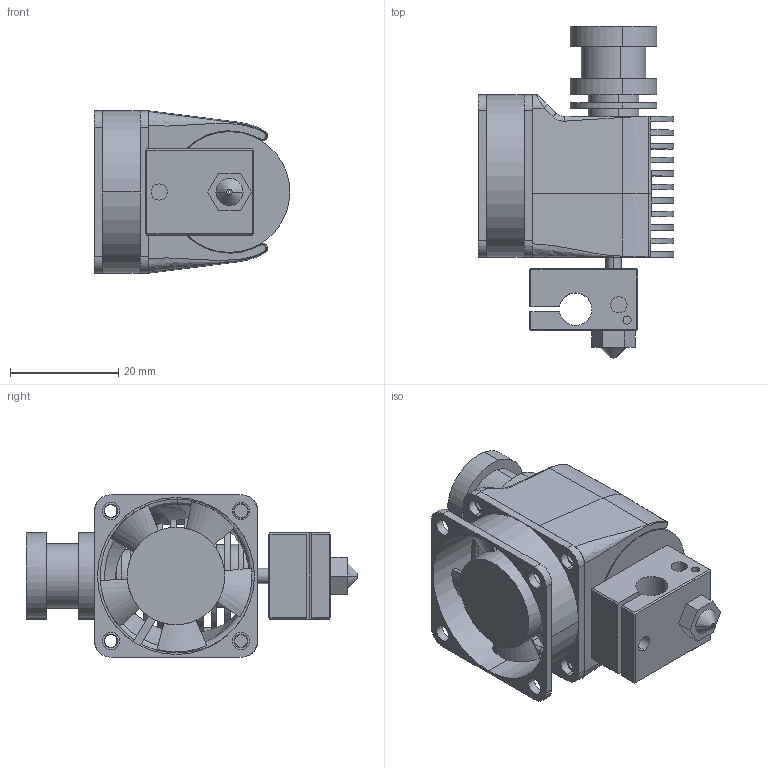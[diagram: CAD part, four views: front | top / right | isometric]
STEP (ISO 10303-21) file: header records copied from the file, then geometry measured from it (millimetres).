
FILE_DESCRIPTION (( 'STEP AP214' ), '1' );
FILE_NAME ('e3d v6.step', '2019-11-11T12:49:56', ( '' ), ( '' ), 'SwSTEP 2.0', 'SolidWorks 2019', '' );
FILE_SCHEMA (( 'AUTOMOTIVE_DESIGN' ));
Length unit declared in the file: millimetre
Products named in the file (10): e3d heaterblock; fanduct; e3d heatsink; fan sub2; e3d heat break; fan sub1; fan duct; e3d v6; e3d nozzle (0.4); fan
Assembly tree (9 placements, depth 4):
  e3d v6
    e3d nozzle (0.4)
    e3d heaterblock
    e3d heat break
    e3d heatsink
    fanduct
      fan duct
      fan
        fan sub1
        fan sub2
Bounding box: 36.14 x 61.3 x 30 mm (x, y, z)
Volume: 18035.8 mm3; surface area: 21769.1 mm2
Topology: 7 solids, 7 shells, 384 faces, 911 edges, 568 vertices
Faces by surface type: cylinder 157, plane 136, cone 44, bspline 33, sphere 8, torus 6
Entity records: 13982 total; most frequent: CARTESIAN_POINT 4888, DIRECTION 1811, ORIENTED_EDGE 1806, EDGE_CURVE 903, AXIS2_PLACEMENT_3D 709, VERTEX_POINT 568, EDGE_LOOP 459, VECTOR 393
